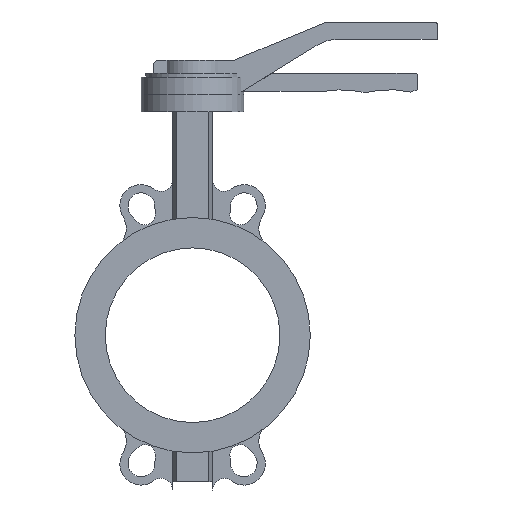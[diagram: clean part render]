
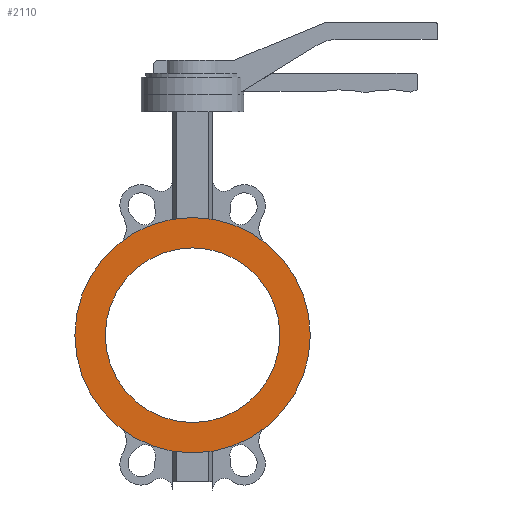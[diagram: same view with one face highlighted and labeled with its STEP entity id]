
A CAD part, left-side view. The second image highlights one B-rep face of the part: STEP entity #2110.
In plain terms, the highlighted planar face has unit normal (-1, 0, 0).
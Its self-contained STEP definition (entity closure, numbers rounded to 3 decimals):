
#539=FACE_BOUND('',#669,.T.);
#549=FACE_OUTER_BOUND('',#668,.T.);
#668=EDGE_LOOP('',(#1360,#1361));
#669=EDGE_LOOP('',(#1362,#1363));
#797=CIRCLE('',#2242,101.106);
#798=CIRCLE('',#2243,101.106);
#799=CIRCLE('',#2244,75.);
#800=CIRCLE('',#2245,75.);
#897=VERTEX_POINT('',#3155);
#898=VERTEX_POINT('',#3156);
#899=VERTEX_POINT('',#3159);
#900=VERTEX_POINT('',#3160);
#1079=EDGE_CURVE('',#897,#898,#797,.T.);
#1080=EDGE_CURVE('',#898,#897,#798,.T.);
#1081=EDGE_CURVE('',#899,#900,#799,.T.);
#1082=EDGE_CURVE('',#900,#899,#800,.T.);
#1360=ORIENTED_EDGE('',*,*,#1079,.T.);
#1361=ORIENTED_EDGE('',*,*,#1080,.T.);
#1362=ORIENTED_EDGE('',*,*,#1081,.T.);
#1363=ORIENTED_EDGE('',*,*,#1082,.T.);
#1922=PLANE('',#2241);
#2110=ADVANCED_FACE('',(#549,#539),#1922,.F.);
#2241=AXIS2_PLACEMENT_3D('',#3154,#2485,#2486);
#2242=AXIS2_PLACEMENT_3D('',#3157,#2487,#2488);
#2243=AXIS2_PLACEMENT_3D('',#3158,#2489,#2490);
#2244=AXIS2_PLACEMENT_3D('',#3161,#2491,#2492);
#2245=AXIS2_PLACEMENT_3D('',#3162,#2493,#2494);
#2485=DIRECTION('center_axis',(1.,0.,0.));
#2486=DIRECTION('ref_axis',(0.,-1.,0.));
#2487=DIRECTION('center_axis',(-1.,0.,0.));
#2488=DIRECTION('ref_axis',(0.,0.,1.));
#2489=DIRECTION('center_axis',(-1.,0.,0.));
#2490=DIRECTION('ref_axis',(0.,0.,1.));
#2491=DIRECTION('center_axis',(1.,0.,0.));
#2492=DIRECTION('ref_axis',(0.,0.,1.));
#2493=DIRECTION('center_axis',(1.,0.,0.));
#2494=DIRECTION('ref_axis',(0.,0.,1.));
#3154=CARTESIAN_POINT('Origin',(-28.,0.,0.));
#3155=CARTESIAN_POINT('',(-28.,0.,-101.106));
#3156=CARTESIAN_POINT('',(-28.,0.,101.106));
#3157=CARTESIAN_POINT('Origin',(-28.,0.,0.));
#3158=CARTESIAN_POINT('Origin',(-28.,0.,0.));
#3159=CARTESIAN_POINT('',(-28.,0.,-75.));
#3160=CARTESIAN_POINT('',(-28.,0.,75.));
#3161=CARTESIAN_POINT('Origin',(-28.,0.,0.));
#3162=CARTESIAN_POINT('Origin',(-28.,0.,0.));
